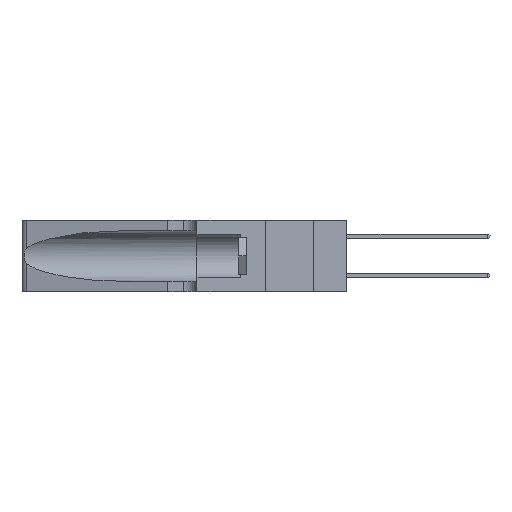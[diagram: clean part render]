
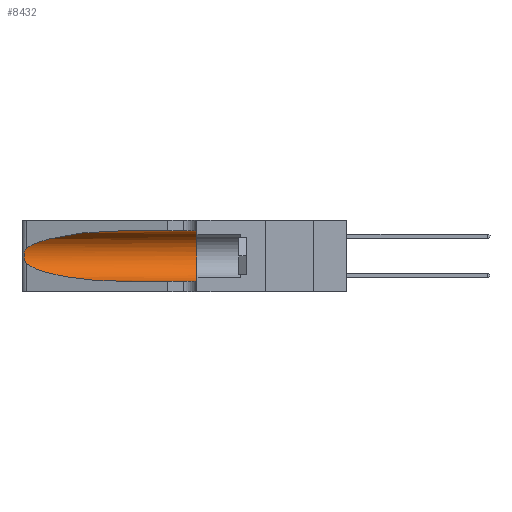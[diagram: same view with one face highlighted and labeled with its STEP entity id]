
A CAD part, left-side view. The second image highlights one B-rep face of the part: STEP entity #8432.
In plain terms, the highlighted cylindrical face has radius 3.308 mm (diameter 6.617 mm), a partial arc.
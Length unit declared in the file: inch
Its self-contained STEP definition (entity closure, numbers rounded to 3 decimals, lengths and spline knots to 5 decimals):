
#405 = CARTESIAN_POINT ( 'NONE',  ( 0.26017, 1.23833, 0.17102 ) ) ;
#678 = CARTESIAN_POINT ( 'NONE',  ( 0.26075, 1.23896, 0.19203 ) ) ;
#1207 = DIRECTION ( 'NONE',  ( 0., 1., 0. ) ) ;
#3105 = EDGE_LOOP ( 'NONE', ( #20996, #22504, #37685, #5326, #14888, #24848 ) ) ;
#3695 = CARTESIAN_POINT ( 'NONE',  ( 0.1305, 0.35, 0.05475 ) ) ;
#3810 = CARTESIAN_POINT ( 'NONE',  ( 0.26075, 1.23896, 0.178 ) ) ;
#4233 = CARTESIAN_POINT ( 'NONE',  ( 0.25487, 1.22718, 0.14631 ) ) ;
#5326 = ORIENTED_EDGE ( 'NONE', *, *, #15167, .T. ) ;
#6838 = EDGE_CURVE ( 'NONE', #21139, #39799, #9239, .T. ) ;
#7791 = CYLINDRICAL_SURFACE ( 'NONE', #15744, 0.13025 ) ;
#7807 = LINE ( 'NONE', #33114, #15709 ) ;
#8432 = ADVANCED_FACE ( 'NONE', ( #36080 ), #7791, .F. ) ;
#9226 = CARTESIAN_POINT ( 'NONE',  ( 0.25487, 1.22718, 0.22369 ) ) ;
#9239 =( BOUNDED_CURVE ( )  B_SPLINE_CURVE ( 3, ( #12754, #37996, #36292, #13827 ),
 .UNSPECIFIED., .F., .T. ) 
 B_SPLINE_CURVE_WITH_KNOTS ( ( 4, 4 ),
 ( 3.44316, 4.71239 ),
 .UNSPECIFIED. ) 
 CURVE ( )  GEOMETRIC_REPRESENTATION_ITEM ( )  RATIONAL_B_SPLINE_CURVE ( ( 1., 0.87, 0.87, 1. ) ) 
 REPRESENTATION_ITEM ( '' )  );
#12754 = CARTESIAN_POINT ( 'NONE',  ( 0.25487, 1.22718, 0.14631 ) ) ;
#13486 = CARTESIAN_POINT ( 'NONE',  ( 0.1305, 0.35, 0.185 ) ) ;
#13827 = CARTESIAN_POINT ( 'NONE',  ( 0.1305, 0.72297, 0.05475 ) ) ;
#13915 = VERTEX_POINT ( 'NONE', #3695 ) ;
#14888 = ORIENTED_EDGE ( 'NONE', *, *, #31592, .F. ) ;
#15167 = EDGE_CURVE ( 'NONE', #39799, #13915, #7807, .T. ) ;
#15709 = VECTOR ( 'NONE', #33660, 39.37008 ) ;
#15744 = AXIS2_PLACEMENT_3D ( 'NONE', #24977, #16596, #26910 ) ;
#16057 = CARTESIAN_POINT ( 'NONE',  ( 0.1305, 0.72297, 0.31525 ) ) ;
#16457 = LINE ( 'NONE', #28254, #24471 ) ;
#16596 = DIRECTION ( 'NONE',  ( 0., -1., 0. ) ) ;
#17507 =( BOUNDED_CURVE ( )  B_SPLINE_CURVE ( 3, ( #16057, #22878, #29275, #38622 ),
 .UNSPECIFIED., .F., .T. ) 
 B_SPLINE_CURVE_WITH_KNOTS ( ( 4, 4 ),
 ( 1.5708, 2.84003 ),
 .UNSPECIFIED. ) 
 CURVE ( )  GEOMETRIC_REPRESENTATION_ITEM ( )  RATIONAL_B_SPLINE_CURVE ( ( 1., 0.87, 0.87, 1. ) ) 
 REPRESENTATION_ITEM ( '' )  );
#19190 = CARTESIAN_POINT ( 'NONE',  ( 0.25854, 1.2359, 0.20912 ) ) ;
#19603 = CARTESIAN_POINT ( 'NONE',  ( 0.26018, 1.23835, 0.19895 ) ) ;
#20725 = EDGE_CURVE ( 'NONE', #35030, #21139, #25061, .T. ) ;
#20996 = ORIENTED_EDGE ( 'NONE', *, *, #39623, .T. ) ;
#21139 = VERTEX_POINT ( 'NONE', #40788 ) ;
#22504 = ORIENTED_EDGE ( 'NONE', *, *, #20725, .T. ) ;
#22878 = CARTESIAN_POINT ( 'NONE',  ( 0.18966, 0.96281, 0.31525 ) ) ;
#24400 = CARTESIAN_POINT ( 'NONE',  ( 0.25487, 1.22718, 0.22369 ) ) ;
#24471 = VECTOR ( 'NONE', #37744, 39.37008 ) ;
#24848 = ORIENTED_EDGE ( 'NONE', *, *, #33236, .F. ) ;
#24977 = CARTESIAN_POINT ( 'NONE',  ( 0.1305, 1.61858, 0.185 ) ) ;
#25061 = B_SPLINE_CURVE_WITH_KNOTS ( 'NONE', 3,
 ( #9226, #28527, #38031, #28663, #19190, #19603, #678, #3810, #405, #35823, #29473, #38964, #26729, #4233 ),
 .UNSPECIFIED., .F., .F.,
 ( 4, 2, 2, 2, 2, 2, 4 ),
 ( 0., 0.00027, 0.00053, 0.00107, 0.0016, 0.00187, 0.00214 ),
 .UNSPECIFIED. ) ;
#26496 = CARTESIAN_POINT ( 'NONE',  ( 0.1305, 0.72297, 0.05475 ) ) ;
#26575 = DIRECTION ( 'NONE',  ( 0., 0., 1. ) ) ;
#26729 = CARTESIAN_POINT ( 'NONE',  ( 0.25555, 1.22993, 0.14849 ) ) ;
#26910 = DIRECTION ( 'NONE',  ( 0., 0., -1. ) ) ;
#27766 = VERTEX_POINT ( 'NONE', #32226 ) ;
#28254 = CARTESIAN_POINT ( 'NONE',  ( 0.1305, 1.61858, 0.31525 ) ) ;
#28527 = CARTESIAN_POINT ( 'NONE',  ( 0.25555, 1.22994, 0.2215 ) ) ;
#28663 = CARTESIAN_POINT ( 'NONE',  ( 0.25787, 1.23484, 0.2124 ) ) ;
#29254 = CARTESIAN_POINT ( 'NONE',  ( 0.1305, 0.72297, 0.31525 ) ) ;
#29275 = CARTESIAN_POINT ( 'NONE',  ( 0.2373, 1.15595, 0.28018 ) ) ;
#29473 = CARTESIAN_POINT ( 'NONE',  ( 0.25789, 1.23486, 0.15765 ) ) ;
#31592 = EDGE_CURVE ( 'NONE', #27766, #13915, #34267, .T. ) ;
#32226 = CARTESIAN_POINT ( 'NONE',  ( 0.1305, 0.35, 0.31525 ) ) ;
#33114 = CARTESIAN_POINT ( 'NONE',  ( 0.1305, 1.61858, 0.05475 ) ) ;
#33236 = EDGE_CURVE ( 'NONE', #34655, #27766, #16457, .T. ) ;
#33660 = DIRECTION ( 'NONE',  ( 0., -1., 0. ) ) ;
#34267 = CIRCLE ( 'NONE', #38389, 0.13025 ) ;
#34655 = VERTEX_POINT ( 'NONE', #29254 ) ;
#35030 = VERTEX_POINT ( 'NONE', #24400 ) ;
#35823 = CARTESIAN_POINT ( 'NONE',  ( 0.25856, 1.23593, 0.16098 ) ) ;
#36080 = FACE_OUTER_BOUND ( 'NONE', #3105, .T. ) ;
#36292 = CARTESIAN_POINT ( 'NONE',  ( 0.18966, 0.96281, 0.05475 ) ) ;
#37685 = ORIENTED_EDGE ( 'NONE', *, *, #6838, .T. ) ;
#37744 = DIRECTION ( 'NONE',  ( 0., -1., 0. ) ) ;
#37996 = CARTESIAN_POINT ( 'NONE',  ( 0.2373, 1.15595, 0.08982 ) ) ;
#38031 = CARTESIAN_POINT ( 'NONE',  ( 0.25639, 1.23184, 0.21858 ) ) ;
#38389 = AXIS2_PLACEMENT_3D ( 'NONE', #13486, #1207, #26575 ) ;
#38622 = CARTESIAN_POINT ( 'NONE',  ( 0.25487, 1.22718, 0.22369 ) ) ;
#38964 = CARTESIAN_POINT ( 'NONE',  ( 0.25639, 1.23186, 0.15144 ) ) ;
#39623 = EDGE_CURVE ( 'NONE', #34655, #35030, #17507, .T. ) ;
#39799 = VERTEX_POINT ( 'NONE', #26496 ) ;
#40788 = CARTESIAN_POINT ( 'NONE',  ( 0.25487, 1.22718, 0.14631 ) ) ;
